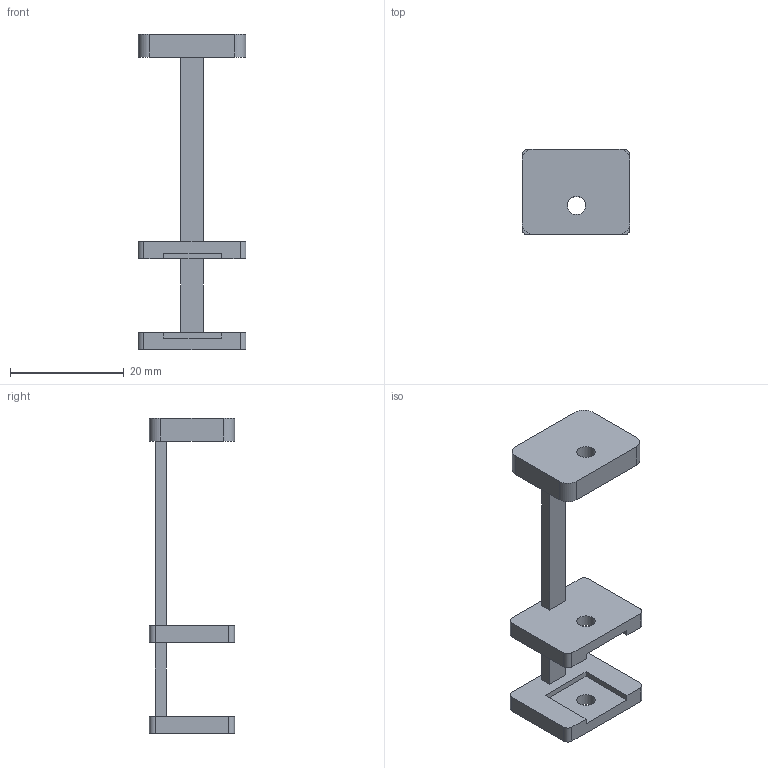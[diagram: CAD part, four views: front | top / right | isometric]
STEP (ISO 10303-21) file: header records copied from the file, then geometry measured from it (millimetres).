
FILE_DESCRIPTION(/* description */ (''),/* implementation_level */ '2;1');
FILE_NAME(/* name */ 'Crystal-Cut10x10-screwM4.stp',/* time_stamp */ '2024-08-22T15:05:35+02:00',/* author */ ('nvladi'),/* organization */ (''),/* preprocessor_version */ 'ST-DEVELOPER v19',/* originating_system */ 'Autodesk Inventor 2023',/* authorisation */ '');
FILE_SCHEMA (('AUTOMOTIVE_DESIGN { 1 0 10303 214 3 1 1 }'));
Length unit declared in the file: millimetre
Products named in the file (1): Crystal-Cut10x10-screwM4
Bounding box: 19 x 15 x 55.5 mm (x, y, z)
Volume: 2921 mm3; surface area: 2942.4 mm2
Topology: 1 solids, 1 shells, 49 faces, 149 edges, 129 vertices
Faces by surface type: plane 34, cylinder 15
Full cylindrical faces by diameter (mm): 3.242 x3
Entity records: 1681 total; most frequent: CARTESIAN_POINT 312, DIRECTION 267, ORIENTED_EDGE 258, EDGE_CURVE 129, LINE 99, VECTOR 99, VERTEX_POINT 86, AXIS2_PLACEMENT_3D 84
